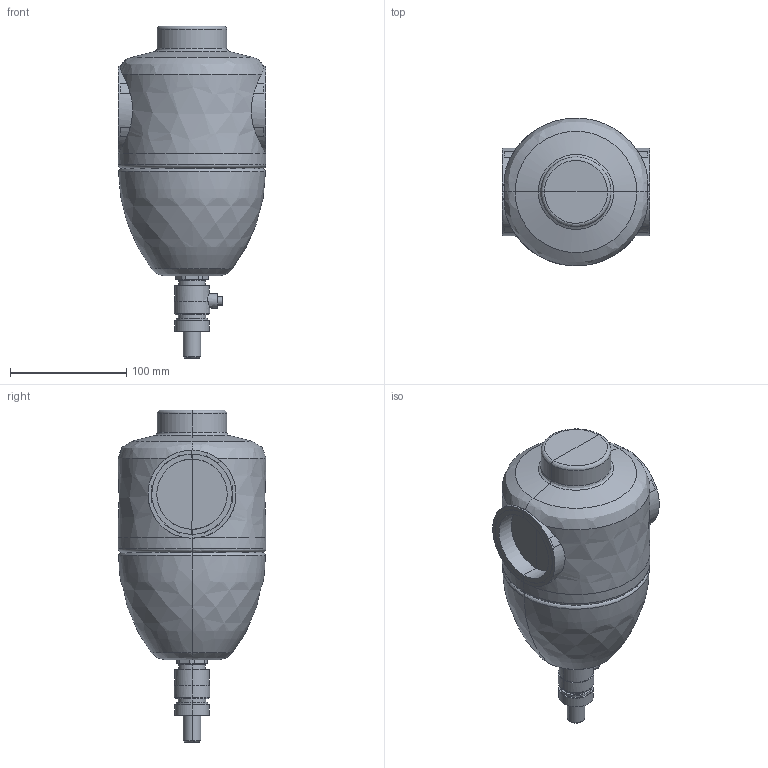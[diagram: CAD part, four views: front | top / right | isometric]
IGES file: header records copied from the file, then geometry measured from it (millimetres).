
Global section: file name: 546319 (IGS); native system: Autodesk Inventor 2017; preprocessor: unknown; author: ufftec; date: 20181015.142237; units: millimetre
Bounding box: 127 x 126.99 x 285.35 mm (x, y, z)
Volume: 3115471.6 mm3; surface area: 209972.8 mm2
Topology: 6 solids, 6 shells, 217 faces, 494 edges, 289 vertices
Faces by surface type: bspline 217
